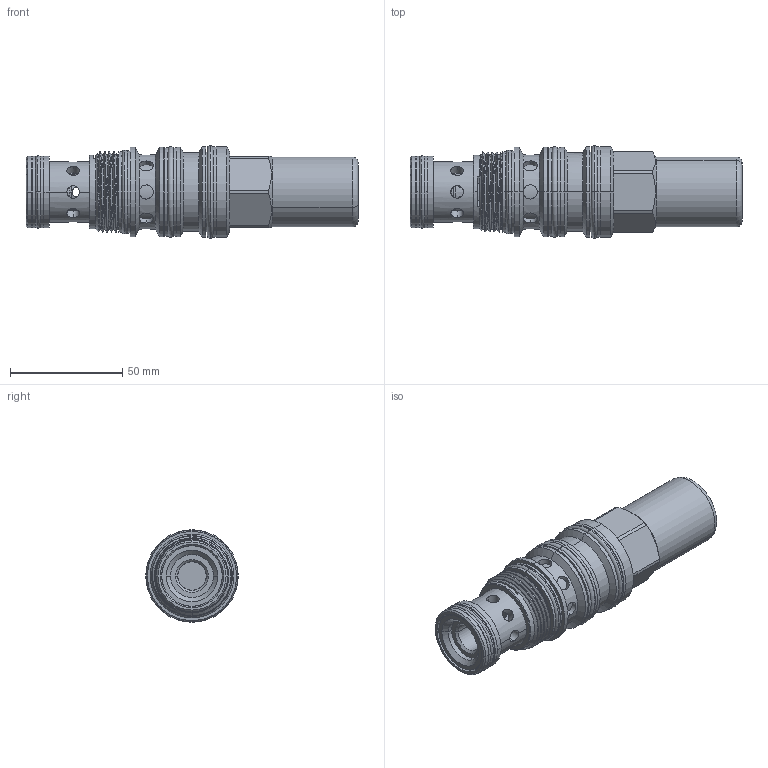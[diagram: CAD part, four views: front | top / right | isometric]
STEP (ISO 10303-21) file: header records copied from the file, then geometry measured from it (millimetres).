
FILE_DESCRIPTION (( 'STEP AP203' ), '1' );
FILE_NAME ('PW23A40(43)(45)-C.STEP', '2020-03-23T06:20:59', ( '' ), ( '' ), 'SwSTEP 2.0', 'SolidWorks 2018', '' );
FILE_SCHEMA (( 'CONFIG_CONTROL_DESIGN' ));
Length unit declared in the file: millimetre
Products named in the file (1): PW23A40(43)(45)-C
Bounding box: 147.86 x 41.18 x 41.18 mm (x, y, z)
Volume: 109772.1 mm3; surface area: 39874.2 mm2
Topology: 11 solids, 19 shells, 443 faces, 1095 edges, 674 vertices
Faces by surface type: cylinder 262, plane 92, cone 42, torus 40, bspline 7
Entity records: 20697 total; most frequent: CARTESIAN_POINT 10259, ORIENTED_EDGE 2186, DIRECTION 2167, EDGE_CURVE 1093, AXIS2_PLACEMENT_3D 910, VERTEX_POINT 674, EDGE_LOOP 519, CIRCLE 473
